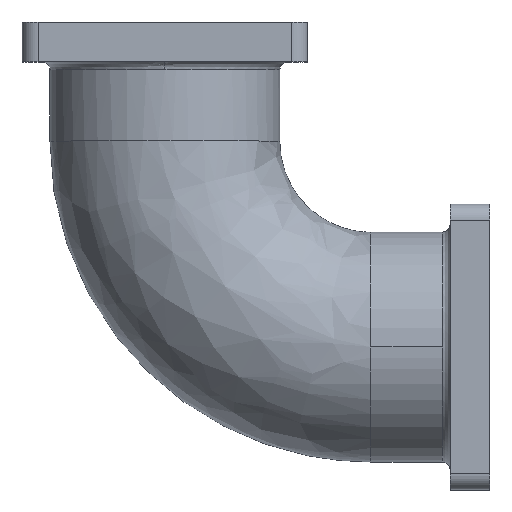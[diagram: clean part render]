
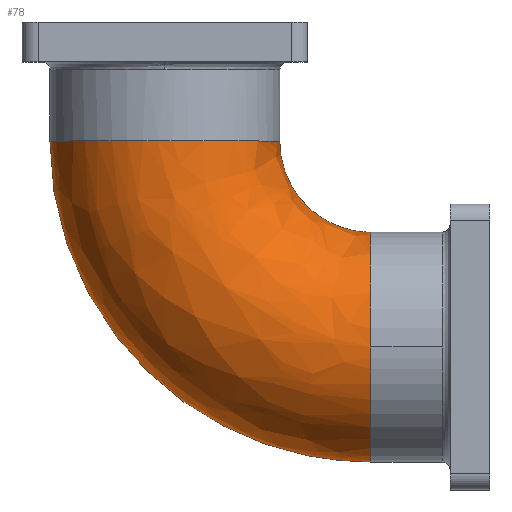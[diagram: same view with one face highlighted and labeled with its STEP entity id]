
A CAD part, top view. The second image highlights one B-rep face of the part: STEP entity #78.
In plain terms, the highlighted free-form (B-spline) face has degree [2, 2] with [3, 5] control points.
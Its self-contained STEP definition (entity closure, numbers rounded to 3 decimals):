
#78 = ADVANCED_FACE('',(#79),#123,.T.);
#79 = FACE_BOUND('',#80,.T.);
#80 = EDGE_LOOP('',(#81,#93,#101,#109,#117));
#81 = ORIENTED_EDGE('',*,*,#82,.F.);
#82 = EDGE_CURVE('',#83,#85,#87,.T.);
#83 = VERTEX_POINT('',#84);
#84 = CARTESIAN_POINT('',(-201.532,-208.481,
    0.));
#85 = VERTEX_POINT('',#86);
#86 = CARTESIAN_POINT('',(201.532,-208.481,0.));
#87 = ( BOUNDED_CURVE() B_SPLINE_CURVE(2,(#88,#89,#90,#91,#92),
.UNSPECIFIED.,.F.,.F.) B_SPLINE_CURVE_WITH_KNOTS((3,2,3),(4.712
,6.283,7.854),.PIECEWISE_BEZIER_KNOTS.) CURVE() 
GEOMETRIC_REPRESENTATION_ITEM() RATIONAL_B_SPLINE_CURVE((1.,
0.707,1.,0.707,1.)) REPRESENTATION_ITEM('') );
#88 = CARTESIAN_POINT('',(-201.532,-208.481,
    0.));
#89 = CARTESIAN_POINT('',(-201.532,-208.481,201.532
    ));
#90 = CARTESIAN_POINT('',(0.,-208.481,
    201.532));
#91 = CARTESIAN_POINT('',(201.532,-208.481,
    201.532));
#92 = CARTESIAN_POINT('',(201.532,-208.481,
    0.));
#93 = ORIENTED_EDGE('',*,*,#94,.T.);
#94 = EDGE_CURVE('',#83,#95,#97,.T.);
#95 = VERTEX_POINT('',#96);
#96 = CARTESIAN_POINT('',(361.368,-771.381,0.));
#97 = ( BOUNDED_CURVE() B_SPLINE_CURVE(2,(#98,#99,#100),.UNSPECIFIED.,
.F.,.F.) B_SPLINE_CURVE_WITH_KNOTS((3,3),(3.142,4.712),
.PIECEWISE_BEZIER_KNOTS.) CURVE() GEOMETRIC_REPRESENTATION_ITEM() 
RATIONAL_B_SPLINE_CURVE((1.,0.707,1.)) REPRESENTATION_ITEM('') 
  );
#98 = CARTESIAN_POINT('',(-201.532,-208.481,0.));
#99 = CARTESIAN_POINT('',(-201.532,-771.381,0.));
#100 = CARTESIAN_POINT('',(361.368,-771.381,0.));
#101 = ORIENTED_EDGE('',*,*,#102,.T.);
#102 = EDGE_CURVE('',#95,#103,#105,.T.);
#103 = VERTEX_POINT('',#104);
#104 = CARTESIAN_POINT('',(361.368,-569.849,
    201.532));
#105 = ( BOUNDED_CURVE() B_SPLINE_CURVE(2,(#106,#107,#108),
.UNSPECIFIED.,.F.,.F.) B_SPLINE_CURVE_WITH_KNOTS((3,3),(4.712,
6.283),.PIECEWISE_BEZIER_KNOTS.) CURVE() 
GEOMETRIC_REPRESENTATION_ITEM() RATIONAL_B_SPLINE_CURVE((1.,
0.707,1.)) REPRESENTATION_ITEM('') );
#106 = CARTESIAN_POINT('',(361.368,-771.381,
    0.));
#107 = CARTESIAN_POINT('',(361.368,-771.381,
    201.532));
#108 = CARTESIAN_POINT('',(361.368,-569.849,
    201.532));
#109 = ORIENTED_EDGE('',*,*,#110,.T.);
#110 = EDGE_CURVE('',#103,#111,#113,.T.);
#111 = VERTEX_POINT('',#112);
#112 = CARTESIAN_POINT('',(361.368,-368.317,
    0.));
#113 = ( BOUNDED_CURVE() B_SPLINE_CURVE(2,(#114,#115,#116),
.UNSPECIFIED.,.F.,.F.) B_SPLINE_CURVE_WITH_KNOTS((3,3),(0.,
1.571),.PIECEWISE_BEZIER_KNOTS.) CURVE() 
GEOMETRIC_REPRESENTATION_ITEM() RATIONAL_B_SPLINE_CURVE((1.,
0.707,1.)) REPRESENTATION_ITEM('') );
#114 = CARTESIAN_POINT('',(361.368,-569.849,
    201.532));
#115 = CARTESIAN_POINT('',(361.368,-368.317,
    201.532));
#116 = CARTESIAN_POINT('',(361.368,-368.317,
    0.));
#117 = ORIENTED_EDGE('',*,*,#118,.F.);
#118 = EDGE_CURVE('',#85,#111,#119,.T.);
#119 = ( BOUNDED_CURVE() B_SPLINE_CURVE(2,(#120,#121,#122),
.UNSPECIFIED.,.F.,.F.) B_SPLINE_CURVE_WITH_KNOTS((3,3),(3.142,
4.712),.PIECEWISE_BEZIER_KNOTS.) CURVE() 
GEOMETRIC_REPRESENTATION_ITEM() RATIONAL_B_SPLINE_CURVE((1.,
0.707,1.)) REPRESENTATION_ITEM('') );
#120 = CARTESIAN_POINT('',(201.532,-208.481,
    0.));
#121 = CARTESIAN_POINT('',(201.532,-368.317,
    0.));
#122 = CARTESIAN_POINT('',(361.368,-368.317,
    0.));
#123 = ( BOUNDED_SURFACE() B_SPLINE_SURFACE(2,2,(
    (#124,#125,#126,#127,#128)
    ,(#129,#130,#131,#132,#133)
    ,(#134,#135,#136,#137,#138
)),.UNSPECIFIED.,.F.,.F.,.F.) B_SPLINE_SURFACE_WITH_KNOTS((3,3),(3,2,3),
  (3.142,4.712),(0.,1.571,3.142),
.PIECEWISE_BEZIER_KNOTS.) GEOMETRIC_REPRESENTATION_ITEM() 
RATIONAL_B_SPLINE_SURFACE((
    (1.,0.707,1.,0.707,1.)
    ,(0.707,0.5,0.707,0.5,0.707)
,(1.,0.707,1.,0.707,1.
))) REPRESENTATION_ITEM('') SURFACE() );
#124 = CARTESIAN_POINT('',(-201.532,-208.481,0.));
#125 = CARTESIAN_POINT('',(-201.532,-208.481,
    201.532));
#126 = CARTESIAN_POINT('',(0.,-208.481,201.532));
#127 = CARTESIAN_POINT('',(201.532,-208.481,
    201.532));
#128 = CARTESIAN_POINT('',(201.532,-208.481,
    0.));
#129 = CARTESIAN_POINT('',(-201.532,-771.381,0.));
#130 = CARTESIAN_POINT('',(-201.532,-771.381,
    201.532));
#131 = CARTESIAN_POINT('',(0.,-569.849,
    201.532));
#132 = CARTESIAN_POINT('',(201.532,-368.317,
    201.532));
#133 = CARTESIAN_POINT('',(201.532,-368.317,
    0.));
#134 = CARTESIAN_POINT('',(361.368,-771.381,0.));
#135 = CARTESIAN_POINT('',(361.368,-771.381,
    201.532));
#136 = CARTESIAN_POINT('',(361.368,-569.849,
    201.532));
#137 = CARTESIAN_POINT('',(361.368,-368.317,
    201.532));
#138 = CARTESIAN_POINT('',(361.368,-368.317,
    0.));
